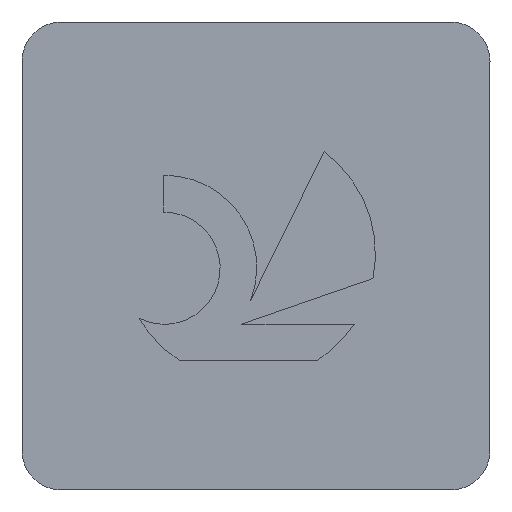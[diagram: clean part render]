
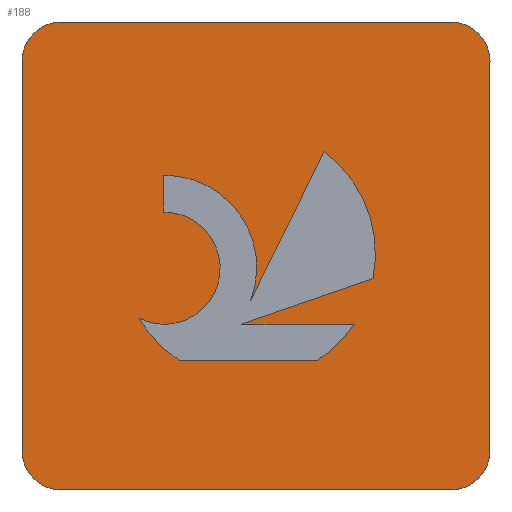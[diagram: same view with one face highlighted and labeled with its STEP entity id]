
A CAD part, top view. The second image highlights one B-rep face of the part: STEP entity #188.
In plain terms, the highlighted planar face has unit normal (0, 0, 1).
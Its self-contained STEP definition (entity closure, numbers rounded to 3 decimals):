
#148=VERTEX_POINT('',#402);
#150=VERTEX_POINT('',#404);
#152=EDGE_CURVE('',#178,#150,#406,.T.);
#158=VERTEX_POINT('',#413);
#160=EDGE_CURVE('',#194,#330,#415,.T.);
#162=EDGE_CURVE('',#342,#244,#417,.T.);
#164=EDGE_CURVE('',#234,#228,#419,.T.);
#178=VERTEX_POINT('',#433);
#188=ADVANCED_FACE('',(#445,#446),#447,.T.);
#194=VERTEX_POINT('',#453);
#202=VERTEX_POINT('',#462);
#226=VERTEX_POINT('',#488);
#228=VERTEX_POINT('',#490);
#232=EDGE_CURVE('',#244,#226,#495,.T.);
#234=VERTEX_POINT('',#497);
#236=EDGE_CURVE('',#238,#326,#499,.T.);
#238=VERTEX_POINT('',#501);
#242=EDGE_CURVE('',#202,#336,#505,.T.);
#244=VERTEX_POINT('',#507);
#272=EDGE_CURVE('',#148,#238,#536,.T.);
#276=VERTEX_POINT('',#540);
#284=EDGE_CURVE('',#336,#300,#550,.T.);
#288=EDGE_CURVE('',#276,#302,#554,.T.);
#294=EDGE_CURVE('',#302,#178,#560,.T.);
#300=VERTEX_POINT('',#567);
#302=VERTEX_POINT('',#569);
#308=EDGE_CURVE('',#350,#276,#576,.T.);
#310=EDGE_CURVE('',#326,#234,#578,.T.);
#324=EDGE_CURVE('',#158,#342,#594,.T.);
#326=VERTEX_POINT('',#596);
#328=EDGE_CURVE('',#300,#148,#598,.T.);
#330=VERTEX_POINT('',#600);
#336=VERTEX_POINT('',#607);
#338=EDGE_CURVE('',#228,#202,#609,.T.);
#342=VERTEX_POINT('',#613);
#350=VERTEX_POINT('',#622);
#356=EDGE_CURVE('',#150,#194,#630,.T.);
#360=EDGE_CURVE('',#330,#158,#634,.T.);
#368=EDGE_CURVE('',#226,#350,#642,.T.);
#402=CARTESIAN_POINT('',(7.11,0.6,0.0));
#404=CARTESIAN_POINT('',(2.54,4.131,0.0));
#406=CIRCLE('',#672,0.852);
#413=CARTESIAN_POINT('',(3.472,2.876,0.0));
#415=LINE('',#684,#685);
#417=CIRCLE('',#688,1.93);
#419=CIRCLE('',#691,0.6);
#433=CARTESIAN_POINT('',(1.778,2.608,0.0));
#445=FACE_BOUND('',#727,.T.);
#446=FACE_OUTER_BOUND('',#728,.T.);
#447=PLANE('',#729);
#453=CARTESIAN_POINT('',(2.153,4.221,0.0));
#462=CARTESIAN_POINT('',(0.0,0.6,0.0));
#488=CARTESIAN_POINT('',(3.342,2.52,0.0));
#490=CARTESIAN_POINT('',(0.,6.51,0.0));
#495=LINE('',#791,#792);
#497=CARTESIAN_POINT('',(0.6,7.11,0.0));
#499=CIRCLE('',#797,0.6);
#501=CARTESIAN_POINT('',(7.11,6.51,0.0));
#505=CIRCLE('',#805,0.6);
#507=CARTESIAN_POINT('',(5.332,3.211,0.0));
#536=LINE('',#854,#855);
#540=CARTESIAN_POINT('',(4.491,1.97,0.0));
#550=LINE('',#871,#872);
#554=LINE('',#879,#880);
#560=CIRCLE('',#889,1.93);
#567=CARTESIAN_POINT('',(6.51,0.0,0.0));
#569=CARTESIAN_POINT('',(2.388,1.97,0.0));
#576=CIRCLE('',#907,1.93);
#578=LINE('',#910,#911);
#594=LINE('',#934,#935);
#596=CARTESIAN_POINT('',(6.51,7.11,0.0));
#598=CIRCLE('',#940,0.6);
#600=CARTESIAN_POINT('',(2.153,4.782,0.0));
#607=CARTESIAN_POINT('',(0.6,0.0,0.0));
#609=LINE('',#953,#954);
#613=CARTESIAN_POINT('',(4.588,5.139,0.0));
#622=CARTESIAN_POINT('',(5.047,2.52,0.0));
#630=CIRCLE('',#977,0.852);
#634=CIRCLE('',#983,1.402);
#642=LINE('',#996,#997);
#672=AXIS2_PLACEMENT_3D('',#1027,#1028,#1029);
#684=CARTESIAN_POINT('',(2.153,4.168,0.0));
#685=VECTOR('',#1039,1.0);
#688=AXIS2_PLACEMENT_3D('',#1040,#1041,#1042);
#691=AXIS2_PLACEMENT_3D('',#1043,#1044,#1045);
#727=EDGE_LOOP('',(#1072,#1073,#1074,#1075,#1076,#1077,#1078,#1079,#1080,#1081,#1082));
#728=EDGE_LOOP('',(#1083,#1084,#1085,#1086,#1087,#1088,#1089,#1090));
#729=AXIS2_PLACEMENT_3D('',#1091,#1092,#1093);
#791=CARTESIAN_POINT('',(3.597,2.609,0.0));
#792=VECTOR('',#1135,1.0);
#797=AXIS2_PLACEMENT_3D('',#1136,#1137,#1138);
#805=AXIS2_PLACEMENT_3D('',#1142,#1143,#1144);
#854=CARTESIAN_POINT('',(7.11,0.6,0.0));
#855=VECTOR('',#1164,1.0);
#871=CARTESIAN_POINT('',(0.6,0.0,0.0));
#872=VECTOR('',#1184,1.0);
#879=CARTESIAN_POINT('',(2.971,1.97,0.0));
#880=VECTOR('',#1186,1.0);
#889=AXIS2_PLACEMENT_3D('',#1188,#1189,#1190);
#907=AXIS2_PLACEMENT_3D('',#1209,#1210,#1211);
#910=CARTESIAN_POINT('',(6.51,7.11,0.0));
#911=VECTOR('',#1212,1.0);
#934=CARTESIAN_POINT('',(4.173,4.297,0.0));
#935=VECTOR('',#1237,1.0);
#940=AXIS2_PLACEMENT_3D('',#1238,#1239,#1240);
#953=CARTESIAN_POINT('',(0.0,6.51,0.0));
#954=VECTOR('',#1252,1.0);
#977=AXIS2_PLACEMENT_3D('',#1287,#1288,#1289);
#983=AXIS2_PLACEMENT_3D('',#1293,#1294,#1295);
#996=CARTESIAN_POINT('',(4.301,2.52,0.0));
#997=VECTOR('',#1298,1.0);
#1027=CARTESIAN_POINT('',(2.159,3.37,0.0));
#1028=DIRECTION('',(0.0,0.0,1.0));
#1029=DIRECTION('',(-0.447,-0.894,0.0));
#1039=DIRECTION('',(0.0,1.0,0.0));
#1040=CARTESIAN_POINT('',(3.44,3.589,0.0));
#1041=DIRECTION('',(0.0,-0.0,-1.0));
#1042=DIRECTION('',(0.981,-0.196,0.0));
#1043=CARTESIAN_POINT('',(0.6,6.51,0.0));
#1044=DIRECTION('',(0.0,0.0,1.0));
#1045=DIRECTION('',(0.,1.0,0.0));
#1072=ORIENTED_EDGE('',*,*,#160,.T.);
#1073=ORIENTED_EDGE('',*,*,#360,.T.);
#1074=ORIENTED_EDGE('',*,*,#324,.T.);
#1075=ORIENTED_EDGE('',*,*,#162,.T.);
#1076=ORIENTED_EDGE('',*,*,#232,.T.);
#1077=ORIENTED_EDGE('',*,*,#368,.T.);
#1078=ORIENTED_EDGE('',*,*,#308,.T.);
#1079=ORIENTED_EDGE('',*,*,#288,.T.);
#1080=ORIENTED_EDGE('',*,*,#294,.T.);
#1081=ORIENTED_EDGE('',*,*,#152,.T.);
#1082=ORIENTED_EDGE('',*,*,#356,.T.);
#1083=ORIENTED_EDGE('',*,*,#284,.T.);
#1084=ORIENTED_EDGE('',*,*,#328,.T.);
#1085=ORIENTED_EDGE('',*,*,#272,.T.);
#1086=ORIENTED_EDGE('',*,*,#236,.T.);
#1087=ORIENTED_EDGE('',*,*,#310,.T.);
#1088=ORIENTED_EDGE('',*,*,#164,.T.);
#1089=ORIENTED_EDGE('',*,*,#338,.T.);
#1090=ORIENTED_EDGE('',*,*,#242,.T.);
#1091=CARTESIAN_POINT('',(3.555,3.555,0.0));
#1092=DIRECTION('',(0.0,0.0,1.0));
#1093=DIRECTION('',(1.0,0.0,0.0));
#1135=DIRECTION('',(-0.945,-0.328,0.0));
#1136=CARTESIAN_POINT('',(6.51,6.51,0.0));
#1137=DIRECTION('',(0.0,-0.0,1.0));
#1138=DIRECTION('',(1.0,0.,0.0));
#1142=CARTESIAN_POINT('',(0.6,0.6,0.0));
#1143=DIRECTION('',(0.0,0.0,1.0));
#1144=DIRECTION('',(-1.0,0.,0.0));
#1164=DIRECTION('',(0.0,1.0,0.0));
#1184=DIRECTION('',(1.0,0.0,0.0));
#1186=DIRECTION('',(-1.0,0.0,0.0));
#1188=CARTESIAN_POINT('',(3.44,3.589,0.0));
#1189=DIRECTION('',(-0.0,0.0,-1.0));
#1190=DIRECTION('',(-0.861,-0.508,0.0));
#1209=CARTESIAN_POINT('',(3.44,3.589,0.0));
#1210=DIRECTION('',(0.0,-0.0,-1.0));
#1211=DIRECTION('',(0.545,-0.838,0.0));
#1212=DIRECTION('',(-1.0,0.0,0.0));
#1237=DIRECTION('',(0.442,0.897,-0.0));
#1238=CARTESIAN_POINT('',(6.51,0.6,0.0));
#1239=DIRECTION('',(0.0,0.0,1.0));
#1240=DIRECTION('',(0.,-1.0,0.0));
#1252=DIRECTION('',(0.0,-1.0,0.0));
#1287=CARTESIAN_POINT('',(2.159,3.37,0.0));
#1288=DIRECTION('',(0.0,0.0,1.0));
#1289=DIRECTION('',(-0.447,-0.894,0.0));
#1293=CARTESIAN_POINT('',(2.164,3.38,0.0));
#1294=DIRECTION('',(0.0,-0.0,-1.0));
#1295=DIRECTION('',(0.933,-0.359,0.0));
#1298=DIRECTION('',(1.0,0.0,0.0));
